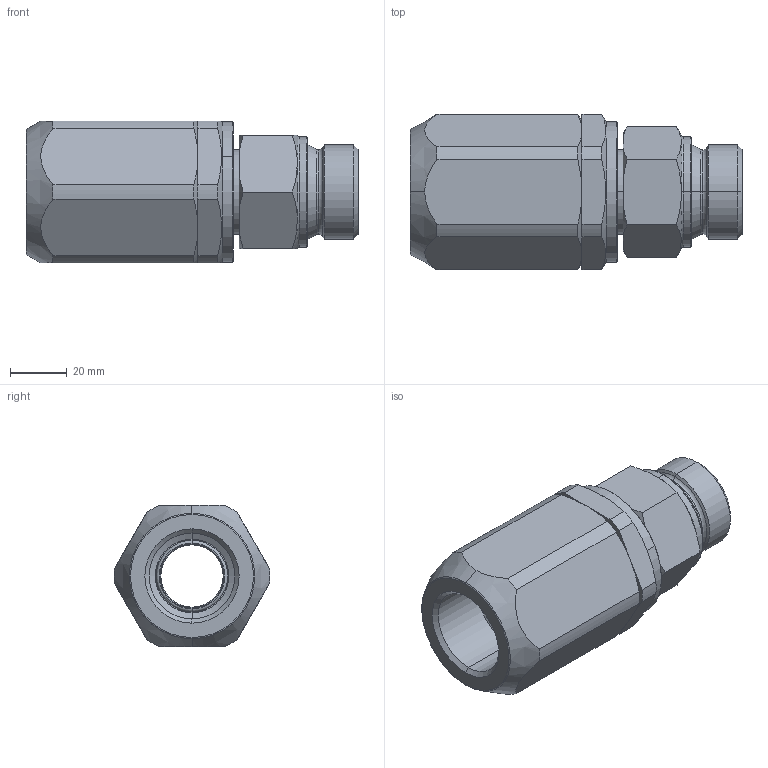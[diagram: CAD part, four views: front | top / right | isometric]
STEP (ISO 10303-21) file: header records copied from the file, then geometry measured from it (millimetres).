
FILE_DESCRIPTION (( 'STEP AP214' ), '1' );
FILE_NAME ('10KRAW33IW33.STEP', '2015-09-04T13:15:00', ( 'admin' ), ( 'Microsoft' ), 'SwSTEP 2.0', 'SolidWorks 2009', '' );
FILE_SCHEMA (( 'AUTOMOTIVE_DESIGN' ));
Length unit declared in the file: millimetre
Products named in the file (1): 10KRAW33IW33
Bounding box: 117.2 x 54.97 x 50 mm (x, y, z)
Volume: 148813.7 mm3; surface area: 31179.5 mm2
Topology: 1 solids, 1 shells, 130 faces, 292 edges, 174 vertices
Faces by surface type: cone 46, plane 36, cylinder 34, torus 14
Entity records: 3943 total; most frequent: CARTESIAN_POINT 1009, DIRECTION 646, ORIENTED_EDGE 584, EDGE_CURVE 292, AXIS2_PLACEMENT_3D 271, VERTEX_POINT 174, EDGE_LOOP 142, CIRCLE 140
